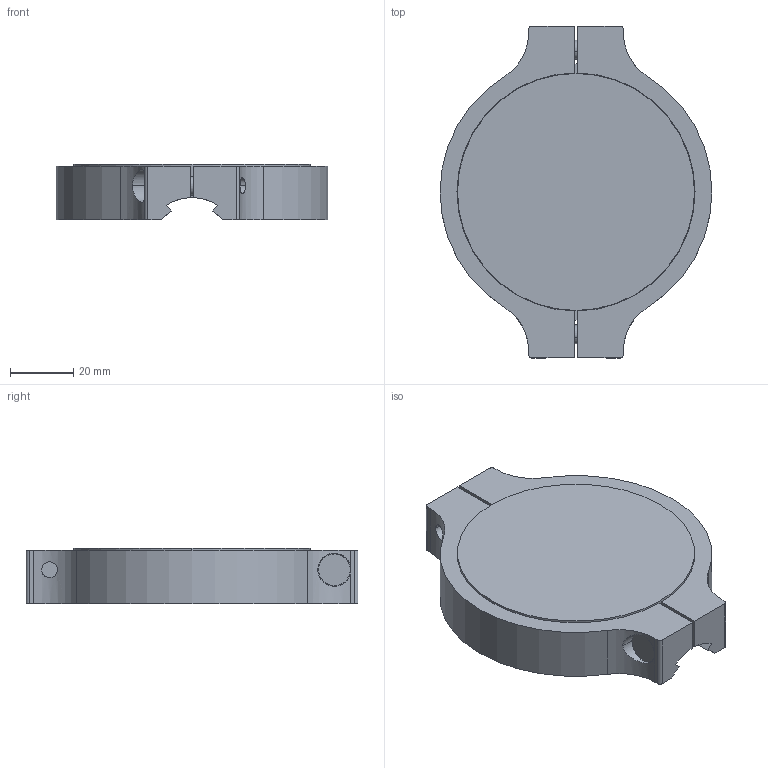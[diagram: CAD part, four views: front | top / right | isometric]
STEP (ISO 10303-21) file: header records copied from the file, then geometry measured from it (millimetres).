
FILE_DESCRIPTION (( 'STEP AP203' ), '1' );
FILE_NAME ('10.01.49.00016.step', '2022-11-07T19:14:49', ( '' ), ( '' ), 'SwSTEP 2.0', 'SolidWorks 2021', '' );
FILE_SCHEMA (( 'CONFIG_CONTROL_DESIGN' ));
Length unit declared in the file: millimetre
Products named in the file (1): 10.01.49.00016
Bounding box: 86 x 105 x 17.55 mm (x, y, z)
Volume: 100595.7 mm3; surface area: 32632.4 mm2
Topology: 5 solids, 5 shells, 98 faces, 255 edges, 170 vertices
Faces by surface type: cylinder 58, plane 40
Entity records: 4152 total; most frequent: CARTESIAN_POINT 1624, DIRECTION 519, ORIENTED_EDGE 510, EDGE_CURVE 255, AXIS2_PLACEMENT_3D 199, VERTEX_POINT 170, LINE 121, VECTOR 121
